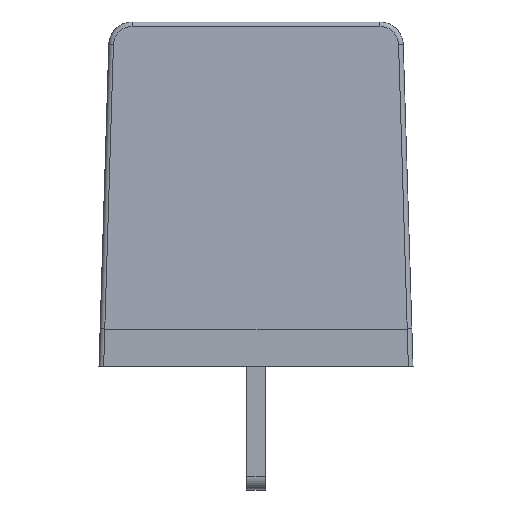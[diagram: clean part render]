
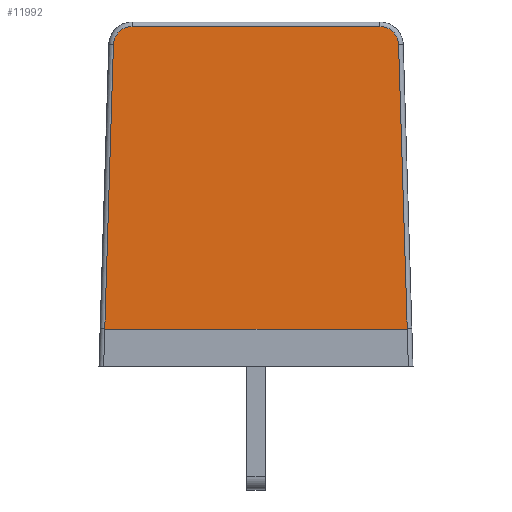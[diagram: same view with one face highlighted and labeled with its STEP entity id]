
A CAD part, top view. The second image highlights one B-rep face of the part: STEP entity #11992.
In plain terms, the highlighted planar face has unit normal (0, 0.019, 1).
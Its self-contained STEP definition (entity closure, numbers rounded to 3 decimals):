
#2064=DIRECTION('',(1.,0.,0.));
#2065=VECTOR('',#2064,13.003);
#2066=CARTESIAN_POINT('',(-6.501,1.6,
-6.87));
#2067=LINE('',#2066,#2065);
#2206=DIRECTION('',(-1.,0.,0.));
#2207=VECTOR('',#2206,10.66);
#2208=CARTESIAN_POINT('',(5.33,14.604,-7.116));
#2209=LINE('',#2208,#2207);
#2220=DIRECTION('',(0.03,-0.999,0.019));
#2221=VECTOR('',#2220,12.236);
#2222=CARTESIAN_POINT('',(6.13,13.828,-7.102));
#2223=LINE('',#2222,#2221);
#2224=DIRECTION('',(0.03,0.999,-0.019));
#2225=VECTOR('',#2224,12.236);
#2226=CARTESIAN_POINT('',(-6.501,1.6,
-6.87));
#2227=LINE('',#2226,#2225);
#2228=CARTESIAN_POINT('',(-5.33,13.804,
-7.101));
#2229=DIRECTION('',(0.,-0.019,-1.));
#2230=DIRECTION('',(-1.,0.031,-0.001));
#2231=AXIS2_PLACEMENT_3D('',#2228,#2229,#2230);
#2233=CARTESIAN_POINT('',(5.33,13.804,-7.101));
#2234=DIRECTION('',(0.,-0.019,-1.));
#2235=DIRECTION('',(0.,1.,-0.019));
#2236=AXIS2_PLACEMENT_3D('',#2233,#2234,#2235);
#7414=CARTESIAN_POINT('',(-6.501,1.6,
-6.87));
#7415=VERTEX_POINT('',#7414);
#7416=CARTESIAN_POINT('',(6.501,1.6,-6.87));
#7417=VERTEX_POINT('',#7416);
#7444=CARTESIAN_POINT('',(6.13,13.828,-7.102));
#7445=VERTEX_POINT('',#7444);
#7446=CARTESIAN_POINT('',(5.33,14.604,-7.116));
#7447=VERTEX_POINT('',#7446);
#7448=CARTESIAN_POINT('',(-5.33,14.604,
-7.116));
#7449=VERTEX_POINT('',#7448);
#7450=CARTESIAN_POINT('',(-6.13,13.828,
-7.102));
#7451=VERTEX_POINT('',#7450);
#11979=CARTESIAN_POINT('',(0.,8.102,
-6.993));
#11980=DIRECTION('',(0.,0.019,1.));
#11981=DIRECTION('',(0.,1.,-0.019));
#11982=AXIS2_PLACEMENT_3D('',#11979,#11980,#11981);
#11983=PLANE('',#11982);
#11984=ORIENTED_EDGE('',*,*,#11917,.T.);
#11985=ORIENTED_EDGE('',*,*,#11785,.F.);
#11986=ORIENTED_EDGE('',*,*,#11974,.T.);
#11987=ORIENTED_EDGE('',*,*,#11961,.T.);
#11988=ORIENTED_EDGE('',*,*,#11946,.F.);
#11989=ORIENTED_EDGE('',*,*,#11932,.T.);
#11990=EDGE_LOOP('',(#11984,#11985,#11986,#11987,#11988,#11989));
#11991=FACE_OUTER_BOUND('',#11990,.F.);
#2232=CIRCLE('',#2231,0.8);
#2237=CIRCLE('',#2236,0.8);
#11785=EDGE_CURVE('',#7415,#7417,#2067,.T.);
#11917=EDGE_CURVE('',#7445,#7417,#2223,.T.);
#11932=EDGE_CURVE('',#7447,#7445,#2237,.T.);
#11946=EDGE_CURVE('',#7447,#7449,#2209,.T.);
#11961=EDGE_CURVE('',#7451,#7449,#2232,.T.);
#11974=EDGE_CURVE('',#7415,#7451,#2227,.T.);
#11992=ADVANCED_FACE('',(#11991),#11983,.T.);
